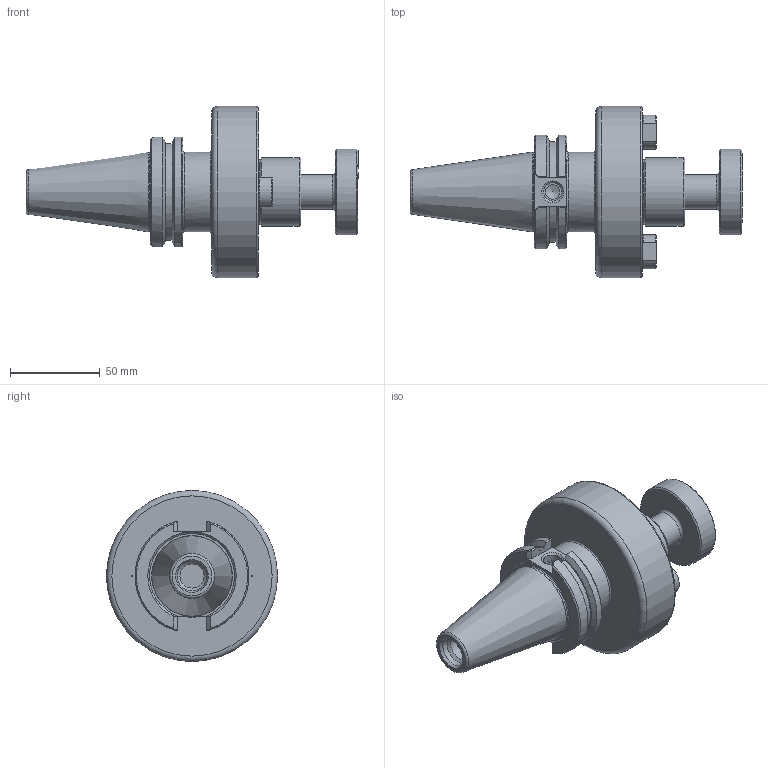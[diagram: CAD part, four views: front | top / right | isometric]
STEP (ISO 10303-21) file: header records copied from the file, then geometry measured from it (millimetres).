
FILE_DESCRIPTION((''),'2;1');
FILE_NAME('C40F-15SM2.stp','2014-07-17T13:34:17',('kaykin'),(''),'Autodesk Inventor 2012','Autodesk Inventor 2012','');
FILE_SCHEMA(('AUTOMOTIVE_DESIGN { 1 0 10303 214 1 1 1 1 }'));
Length unit declared in the file: inch
Products named in the file (4): C40F-15SM2; C40F-15SM2-1; 15KY; 15LS
Assembly tree (4 placements, depth 2):
  C40F-15SM2
    C40F-15SM2-1
    15KY  x2
    15LS
Bounding box: 184.77 x 95.25 x 95.25 mm (x, y, z)
Volume: 351981.4 mm3; surface area: 62206.1 mm2
Topology: 4 solids, 4 shells, 154 faces, 374 edges, 240 vertices
Faces by surface type: plane 64, cone 43, cylinder 34, torus 9, bspline 4
Full cylindrical faces by diameter (mm): 4.826 x2, 8 x1, 9.525 x1, 10.135 x1, 13.386 x1, 14.986 x2, 15.354 x2, 15.862 x2, 15.888 x2, 16.459 x1, 17.323 x1, 19.05 x1, 20.32 x1, 36.566 x1, 38.09 x1, 43.942 x1, 44.45 x1, 47.752 x1, 95.25 x1
Entity records: 4534 total; most frequent: CARTESIAN_POINT 1495, DIRECTION 581, ORIENTED_EDGE 540, EDGE_CURVE 270, AXIS2_PLACEMENT_3D 244, EDGE_LOOP 207, VERTEX_POINT 203, FACE_OUTER_BOUND 136
